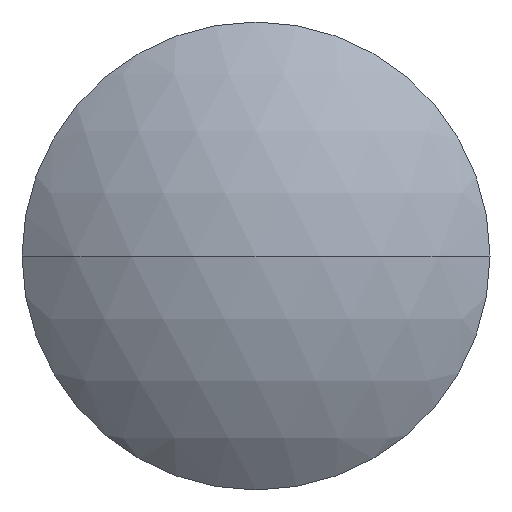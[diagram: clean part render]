
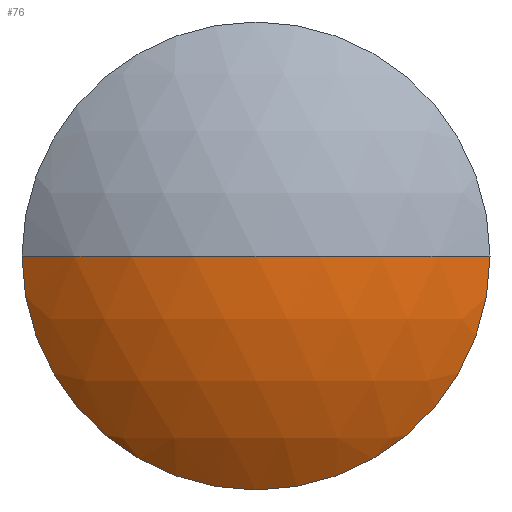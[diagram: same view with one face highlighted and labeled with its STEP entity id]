
A CAD part, left-side view. The second image highlights one B-rep face of the part: STEP entity #76.
In plain terms, the highlighted spherical face has radius 3.105 mm.
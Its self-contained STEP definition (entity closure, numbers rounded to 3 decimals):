
#7 = CARTESIAN_POINT ( 'NONE',  ( 12.865, 7.656, 0. ) ) ;
#17 = EDGE_LOOP ( 'NONE', ( #216, #235, #241, #33 ) ) ;
#25 = CARTESIAN_POINT ( 'NONE',  ( 15.24, 7.656, 0. ) ) ;
#33 = ORIENTED_EDGE ( 'NONE', *, *, #79, .F. ) ;
#60 = CARTESIAN_POINT ( 'NONE',  ( 12.865, 7.656, 0. ) ) ;
#76 = ADVANCED_FACE ( 'NONE', ( #161 ), #130, .T. ) ;
#79 = EDGE_CURVE ( 'NONE', #143, #291, #245, .T. ) ;
#82 = DIRECTION ( 'NONE',  ( 0., 0., -1. ) ) ;
#86 = DIRECTION ( 'NONE',  ( 0., 1., 0. ) ) ;
#87 = DIRECTION ( 'NONE',  ( 0., 0., -1. ) ) ;
#91 = DIRECTION ( 'NONE',  ( 1., 0., 0. ) ) ;
#112 = DIRECTION ( 'NONE',  ( -1., 0., 0. ) ) ;
#120 = CARTESIAN_POINT ( 'NONE',  ( 12.865, 5.656, 0. ) ) ;
#125 = AXIS2_PLACEMENT_3D ( 'NONE', #25, #82, #139 ) ;
#130 = SPHERICAL_SURFACE ( 'NONE', #125, 3.105 ) ;
#139 = DIRECTION ( 'NONE',  ( 0., 1., 0. ) ) ;
#140 = AXIS2_PLACEMENT_3D ( 'NONE', #220, #87, #86 ) ;
#143 = VERTEX_POINT ( 'NONE', #222 ) ;
#161 = FACE_OUTER_BOUND ( 'NONE', #17, .T. ) ;
#170 = VERTEX_POINT ( 'NONE', #173 ) ;
#172 = EDGE_CURVE ( 'NONE', #143, #170, #269, .T. ) ;
#173 = CARTESIAN_POINT ( 'NONE',  ( 12.865, 7.656, -2. ) ) ;
#189 = CIRCLE ( 'NONE', #288, 2. ) ;
#198 = DIRECTION ( 'NONE',  ( -1., 0., 0. ) ) ;
#200 = CARTESIAN_POINT ( 'NONE',  ( 15.24, 7.656, 0. ) ) ;
#215 = VERTEX_POINT ( 'NONE', #120 ) ;
#216 = ORIENTED_EDGE ( 'NONE', *, *, #172, .T. ) ;
#220 = CARTESIAN_POINT ( 'NONE',  ( 15.24, 7.656, 0. ) ) ;
#222 = CARTESIAN_POINT ( 'NONE',  ( 12.865, 9.656, 0. ) ) ;
#235 = ORIENTED_EDGE ( 'NONE', *, *, #255, .T. ) ;
#241 = ORIENTED_EDGE ( 'NONE', *, *, #248, .T. ) ;
#245 = CIRCLE ( 'NONE', #340, 3.105 ) ;
#248 = EDGE_CURVE ( 'NONE', #215, #291, #325, .T. ) ;
#249 = DIRECTION ( 'NONE',  ( 0., 0., 1. ) ) ;
#255 = EDGE_CURVE ( 'NONE', #170, #215, #189, .T. ) ;
#269 = CIRCLE ( 'NONE', #286, 2. ) ;
#276 = DIRECTION ( 'NONE',  ( 0., 0., 1. ) ) ;
#285 = CARTESIAN_POINT ( 'NONE',  ( 12.135, 7.656, 0. ) ) ;
#286 = AXIS2_PLACEMENT_3D ( 'NONE', #7, #198, #276 ) ;
#288 = AXIS2_PLACEMENT_3D ( 'NONE', #60, #112, #326 ) ;
#291 = VERTEX_POINT ( 'NONE', #285 ) ;
#325 = CIRCLE ( 'NONE', #140, 3.105 ) ;
#326 = DIRECTION ( 'NONE',  ( 0., 0., 1. ) ) ;
#340 = AXIS2_PLACEMENT_3D ( 'NONE', #200, #249, #91 ) ;
